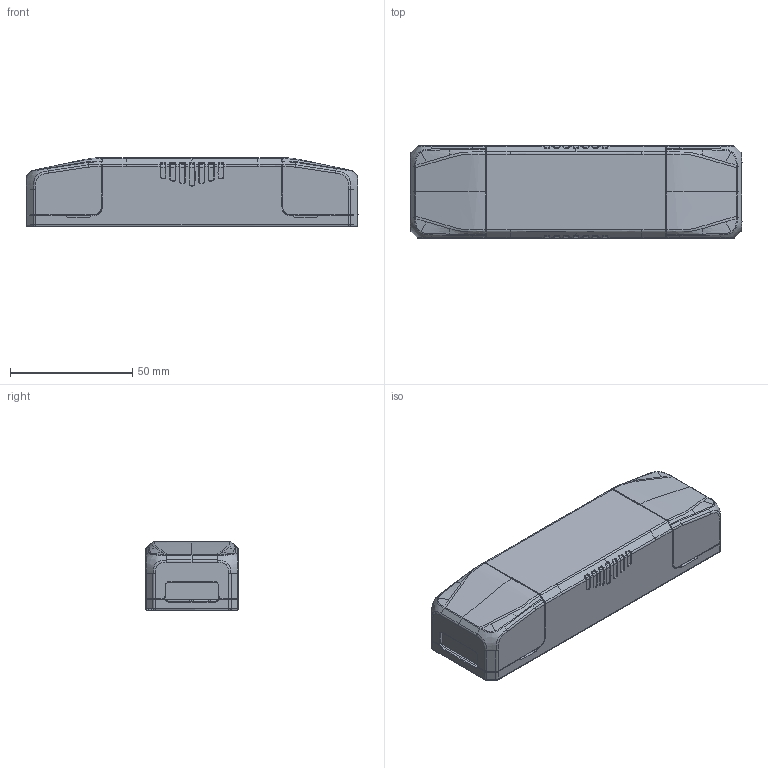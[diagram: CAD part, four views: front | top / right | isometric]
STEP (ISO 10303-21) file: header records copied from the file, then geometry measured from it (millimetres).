
FILE_DESCRIPTION(/* description */ (''),/* implementation_level */ '2;1');
FILE_NAME(/* name */ '30W-EXC',/* time_stamp */ '2023-07-06T10:45:10+08:00',/* author */ (''),/* organization */ (''),/* preprocessor_version */ 'ST-DEVELOPER v16.5',/* originating_system */ '',/* authorisation */ '');
FILE_SCHEMA (('AUTOMOTIVE_DESIGN'));
Length unit declared in the file: millimetre
Products named in the file (1): Document
Bounding box: 136.02 x 38 x 28 mm (x, y, z)
Surface area: 355299.7 mm2
Topology: 4 solids, 6 shells, 827 faces, 2115 edges, 1300 vertices
Faces by surface type: bspline 529, plane 298
Entity records: 53579 total; most frequent: CARTESIAN_POINT 40038, ORIENTED_EDGE 4222, EDGE_CURVE 2115, B_SPLINE_CURVE_WITH_KNOTS 2001, VERTEX_POINT 1300, EDGE_LOOP 833, ADVANCED_FACE 827, FACE_OUTER_BOUND 827
